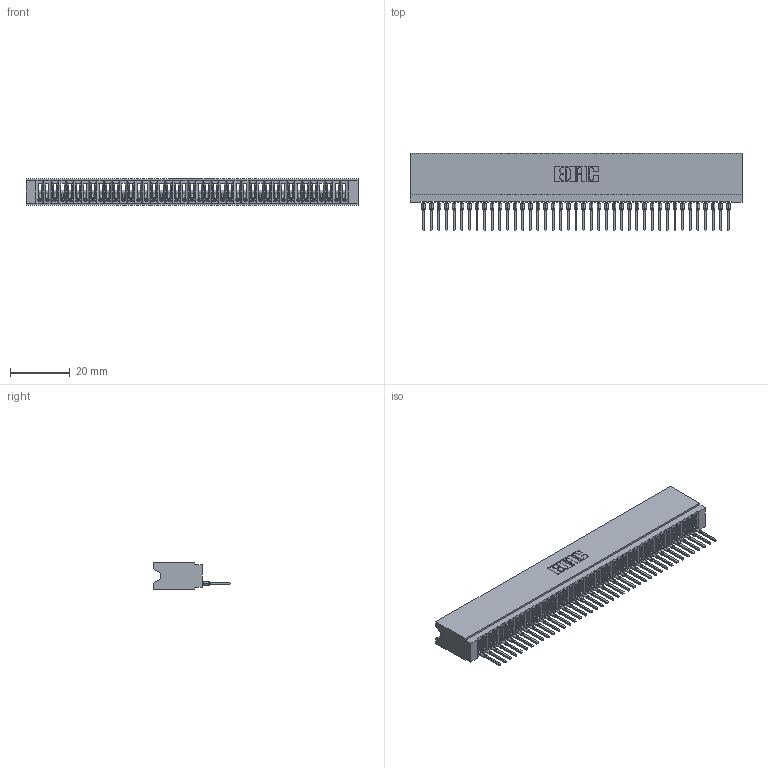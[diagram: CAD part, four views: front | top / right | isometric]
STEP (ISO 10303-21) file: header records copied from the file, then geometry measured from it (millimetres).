
FILE_DESCRIPTION (( 'STEP AP203' ), '1' );
FILE_NAME ('745-041-522-106.STEP', '2026-02-25T19:13:52', ( '' ), ( '' ), 'SwSTEP 2.0', 'SolidWorks 2023', '' );
FILE_SCHEMA (( 'CONFIG_CONTROL_DESIGN' ));
Length unit declared in the file: millimetre
Products named in the file (3): 745-292-001_522; 745 Part_Insulator Option - 06; 745-041-522-106
Assembly tree (42 placements, depth 2):
  745-041-522-106
    745 Part_Insulator Option - 06
    745-292-001_522  x41
Bounding box: 110.74 x 25.92 x 8.89 mm (x, y, z)
Volume: 9598.6 mm3; surface area: 17994.4 mm2
Topology: 42 solids, 42 shells, 4688 faces, 12888 edges, 8126 vertices
Faces by surface type: plane 2803, bspline 820, cylinder 819, torus 246
Entity records: 67869 total; most frequent: CARTESIAN_POINT 12461, ORIENTED_EDGE 11936, DIRECTION 10346, EDGE_CURVE 5968, LINE 5540, VECTOR 5540, VERTEX_POINT 3806, AXIS2_PLACEMENT_3D 2403
